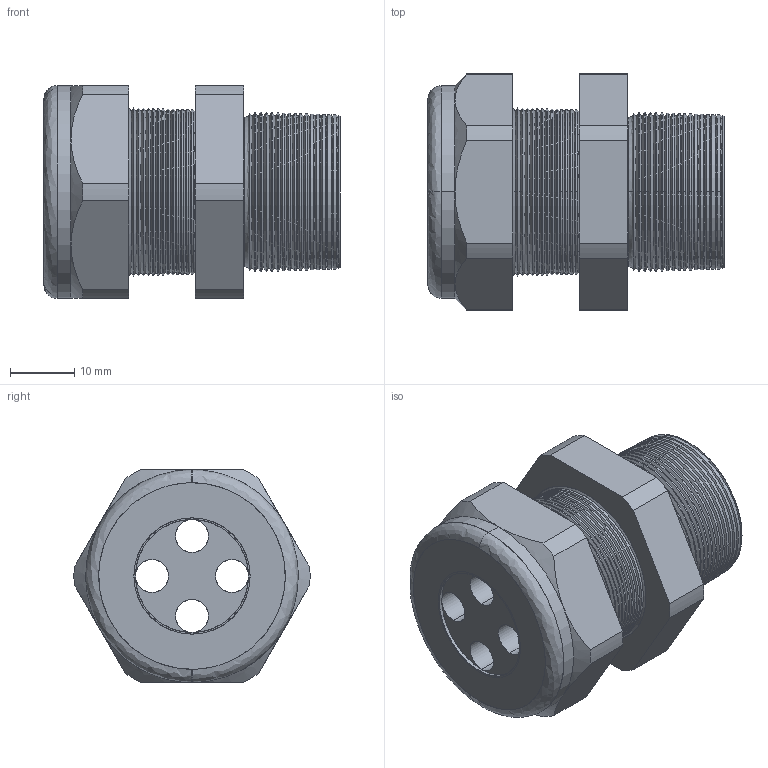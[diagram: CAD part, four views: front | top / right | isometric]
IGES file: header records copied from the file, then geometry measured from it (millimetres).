
Start section: SolidWorks IGES file using analytic representation for surfaces
Global section: file name: CD21N6-BK.IGS; native system: SolidWorks 2007; preprocessor: SolidWorks 2007; author: Administrator; date: 080623.112253; units: inch
Bounding box: 45.97 x 36.64 x 33.02 mm (x, y, z)
Surface area: 11718.1 mm2 (no closed solid volume)
Topology: 0 solids, 0 shells, 242 faces, 1694 edges, 1694 vertices
Faces by surface type: revolution 216, bspline 26
